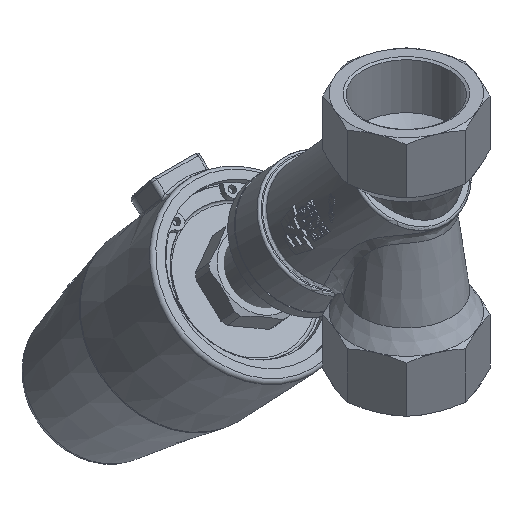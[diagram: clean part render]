
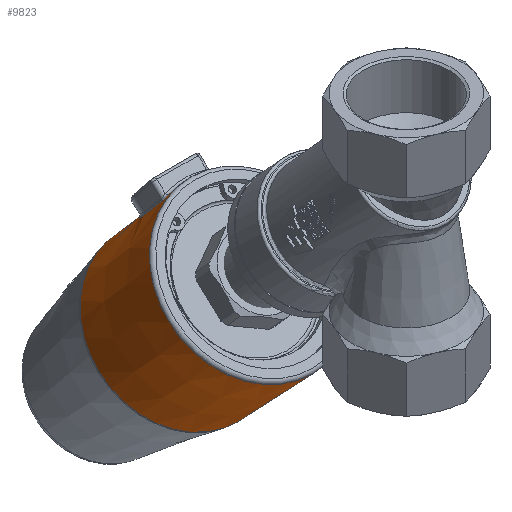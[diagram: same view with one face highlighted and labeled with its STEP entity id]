
A CAD part, isometric view. The second image highlights one B-rep face of the part: STEP entity #9823.
In plain terms, the highlighted conical face has half-angle 1.5 degrees and reference radius 36.808 mm.
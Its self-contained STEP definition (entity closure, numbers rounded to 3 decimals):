
#219=CONICAL_SURFACE('',#10887,36.808,0.026);
#272=FACE_BOUND('',#3490,.T.);
#659=B_SPLINE_CURVE_WITH_KNOTS('',3,(#23352,#23353,#23354,#23355),
 .UNSPECIFIED.,.F.,.F.,(4,4),(1.013,1.021),
 .UNSPECIFIED.);
#660=B_SPLINE_CURVE_WITH_KNOTS('',3,(#23387,#23388,#23389,#23390,#23391,
#23392),.UNSPECIFIED.,.F.,.F.,(4,1,1,4),(-0.409,-0.292,
-0.175,0.),.UNSPECIFIED.);
#662=B_SPLINE_CURVE_WITH_KNOTS('',3,(#23453,#23454,#23455,#23456,#23457,
#23458,#23459,#23460,#23461,#23462),.UNSPECIFIED.,.F.,.F.,(4,1,1,1,1,1,
1,4),(-3.528,-3.024,-2.52,-2.016,
-1.512,-1.008,-0.504,0.),
 .UNSPECIFIED.);
#663=B_SPLINE_CURVE_WITH_KNOTS('',3,(#23491,#23492,#23493,#23494),
 .UNSPECIFIED.,.F.,.F.,(4,4),(-1.021,-1.013),
 .UNSPECIFIED.);
#664=B_SPLINE_CURVE_WITH_KNOTS('',3,(#23520,#23521,#23522,#23523,#23524),
 .UNSPECIFIED.,.F.,.F.,(4,1,4),(-0.409,-0.175,0.),
 .UNSPECIFIED.);
#959=CIRCLE('',#10885,37.396);
#961=CIRCLE('',#10888,37.46);
#962=CIRCLE('',#10889,37.46);
#963=CIRCLE('',#10890,36.156);
#964=CIRCLE('',#10891,36.156);
#965=CIRCLE('',#10892,36.156);
#966=CIRCLE('',#10893,37.46);
#1564=LINE('',#23537,#2084);
#2084=VECTOR('',#13200,36.808);
#2885=FACE_OUTER_BOUND('',#3489,.T.);
#3489=EDGE_LOOP('',(#8700,#8701,#8702,#8703,#8704,#8705,#8706,#8707));
#3490=EDGE_LOOP('',(#8708,#8709,#8710,#8711,#8712,#8713));
#4594=VERTEX_POINT('',#23348);
#4595=VERTEX_POINT('',#23350);
#4596=VERTEX_POINT('',#23386);
#4598=VERTEX_POINT('',#23451);
#4599=VERTEX_POINT('',#23464);
#4601=VERTEX_POINT('',#23489);
#4602=VERTEX_POINT('',#23531);
#4603=VERTEX_POINT('',#23532);
#4604=VERTEX_POINT('',#23534);
#4605=VERTEX_POINT('',#23536);
#4606=VERTEX_POINT('',#23538);
#4607=VERTEX_POINT('',#23540);
#5999=EDGE_CURVE('',#4595,#4594,#659,.T.);
#6000=EDGE_CURVE('',#4594,#4596,#660,.T.);
#6004=EDGE_CURVE('',#4598,#4595,#662,.T.);
#6007=EDGE_CURVE('',#4596,#4599,#959,.T.);
#6009=EDGE_CURVE('',#4601,#4598,#663,.T.);
#6010=EDGE_CURVE('',#4599,#4601,#664,.T.);
#6012=EDGE_CURVE('',#4602,#4603,#961,.T.);
#6013=EDGE_CURVE('',#4604,#4602,#962,.T.);
#6014=EDGE_CURVE('',#4604,#4605,#1564,.T.);
#6015=EDGE_CURVE('',#4605,#4606,#963,.T.);
#6016=EDGE_CURVE('',#4606,#4607,#964,.T.);
#6017=EDGE_CURVE('',#4607,#4605,#965,.T.);
#6018=EDGE_CURVE('',#4603,#4604,#966,.T.);
#8700=ORIENTED_EDGE('',*,*,#6012,.F.);
#8701=ORIENTED_EDGE('',*,*,#6013,.F.);
#8702=ORIENTED_EDGE('',*,*,#6014,.T.);
#8703=ORIENTED_EDGE('',*,*,#6015,.T.);
#8704=ORIENTED_EDGE('',*,*,#6016,.T.);
#8705=ORIENTED_EDGE('',*,*,#6017,.T.);
#8706=ORIENTED_EDGE('',*,*,#6014,.F.);
#8707=ORIENTED_EDGE('',*,*,#6018,.F.);
#8708=ORIENTED_EDGE('',*,*,#5999,.F.);
#8709=ORIENTED_EDGE('',*,*,#6004,.F.);
#8710=ORIENTED_EDGE('',*,*,#6009,.F.);
#8711=ORIENTED_EDGE('',*,*,#6010,.F.);
#8712=ORIENTED_EDGE('',*,*,#6007,.F.);
#8713=ORIENTED_EDGE('',*,*,#6000,.F.);
#9823=ADVANCED_FACE('',(#2885,#272),#219,.T.);
#10885=AXIS2_PLACEMENT_3D('',#23468,#13190,#13191);
#10887=AXIS2_PLACEMENT_3D('',#23530,#13194,#13195);
#10888=AXIS2_PLACEMENT_3D('',#23533,#13196,#13197);
#10889=AXIS2_PLACEMENT_3D('',#23535,#13198,#13199);
#10890=AXIS2_PLACEMENT_3D('',#23539,#13201,#13202);
#10891=AXIS2_PLACEMENT_3D('',#23541,#13203,#13204);
#10892=AXIS2_PLACEMENT_3D('',#23542,#13205,#13206);
#10893=AXIS2_PLACEMENT_3D('',#23543,#13207,#13208);
#13190=DIRECTION('center_axis',(0.,1.,0.));
#13191=DIRECTION('ref_axis',(1.,0.,0.));
#13194=DIRECTION('center_axis',(0.,-1.,0.));
#13195=DIRECTION('ref_axis',(1.,0.,0.));
#13196=DIRECTION('center_axis',(0.,-1.,0.));
#13197=DIRECTION('ref_axis',(1.,0.,0.));
#13198=DIRECTION('center_axis',(0.,-1.,0.));
#13199=DIRECTION('ref_axis',(1.,0.,0.));
#13200=DIRECTION('',(0.026,1.,0.));
#13201=DIRECTION('center_axis',(0.,-1.,0.));
#13202=DIRECTION('ref_axis',(1.,0.,0.));
#13203=DIRECTION('center_axis',(0.,-1.,0.));
#13204=DIRECTION('ref_axis',(1.,0.,0.));
#13205=DIRECTION('center_axis',(0.,-1.,0.));
#13206=DIRECTION('ref_axis',(1.,0.,0.));
#13207=DIRECTION('center_axis',(0.,-1.,0.));
#13208=DIRECTION('ref_axis',(1.,0.,0.));
#23348=CARTESIAN_POINT('',(35.47,6.565,11.631));
#23350=CARTESIAN_POINT('',(35.273,18.894,11.19));
#23352=CARTESIAN_POINT('Ctrl Pts',(35.273,18.894,11.19));
#23353=CARTESIAN_POINT('Ctrl Pts',(35.339,14.795,11.337));
#23354=CARTESIAN_POINT('Ctrl Pts',(35.405,10.685,11.484));
#23355=CARTESIAN_POINT('Ctrl Pts',(35.47,6.565,11.631));
#23386=CARTESIAN_POINT('',(36.247,3.974,9.198));
#23387=CARTESIAN_POINT('Ctrl Pts',(35.47,6.565,11.631));
#23388=CARTESIAN_POINT('Ctrl Pts',(35.476,6.176,11.645));
#23389=CARTESIAN_POINT('Ctrl Pts',(35.55,5.387,11.489));
#23390=CARTESIAN_POINT('Ctrl Pts',(35.841,4.306,10.661));
#23391=CARTESIAN_POINT('Ctrl Pts',(36.107,3.974,9.75));
#23392=CARTESIAN_POINT('Ctrl Pts',(36.247,3.974,9.198));
#23451=CARTESIAN_POINT('',(35.273,18.894,-11.19));
#23453=CARTESIAN_POINT('Ctrl Pts',(35.273,18.894,-11.19));
#23454=CARTESIAN_POINT('Ctrl Pts',(35.246,20.572,-11.13));
#23455=CARTESIAN_POINT('Ctrl Pts',(35.435,23.905,-10.281));
#23456=CARTESIAN_POINT('Ctrl Pts',(36.16,27.866,-7.07));
#23457=CARTESIAN_POINT('Ctrl Pts',(36.736,30.06,-2.538));
#23458=CARTESIAN_POINT('Ctrl Pts',(36.74,30.067,2.522));
#23459=CARTESIAN_POINT('Ctrl Pts',(36.16,27.869,7.064));
#23460=CARTESIAN_POINT('Ctrl Pts',(35.438,23.917,10.274));
#23461=CARTESIAN_POINT('Ctrl Pts',(35.246,20.572,11.13));
#23462=CARTESIAN_POINT('Ctrl Pts',(35.273,18.894,11.19));
#23464=CARTESIAN_POINT('',(36.247,3.974,-9.198));
#23468=CARTESIAN_POINT('Origin',(0.,3.974,0.));
#23489=CARTESIAN_POINT('',(35.47,6.565,-11.631));
#23491=CARTESIAN_POINT('Ctrl Pts',(35.47,6.565,-11.631));
#23492=CARTESIAN_POINT('Ctrl Pts',(35.405,10.685,-11.484));
#23493=CARTESIAN_POINT('Ctrl Pts',(35.339,14.795,-11.337));
#23494=CARTESIAN_POINT('Ctrl Pts',(35.273,18.894,-11.19));
#23520=CARTESIAN_POINT('Ctrl Pts',(36.247,3.974,-9.198));
#23521=CARTESIAN_POINT('Ctrl Pts',(36.06,3.974,-9.933));
#23522=CARTESIAN_POINT('Ctrl Pts',(35.67,4.601,-11.203));
#23523=CARTESIAN_POINT('Ctrl Pts',(35.479,5.982,-11.652));
#23524=CARTESIAN_POINT('Ctrl Pts',(35.47,6.565,-11.631));
#23530=CARTESIAN_POINT('Origin',(0.,26.441,0.));
#23531=CARTESIAN_POINT('',(37.46,1.539,0.));
#23532=CARTESIAN_POINT('',(0.,1.539,37.46));
#23533=CARTESIAN_POINT('Origin',(0.,1.539,0.));
#23534=CARTESIAN_POINT('',(-37.46,1.539,0.));
#23535=CARTESIAN_POINT('Origin',(0.,1.539,0.));
#23536=CARTESIAN_POINT('',(-36.156,51.342,0.));
#23537=CARTESIAN_POINT('',(-36.808,26.441,0.));
#23538=CARTESIAN_POINT('',(36.156,51.342,0.));
#23539=CARTESIAN_POINT('Origin',(0.,51.342,0.));
#23540=CARTESIAN_POINT('',(0.,51.342,36.156));
#23541=CARTESIAN_POINT('Origin',(0.,51.342,0.));
#23542=CARTESIAN_POINT('Origin',(0.,51.342,0.));
#23543=CARTESIAN_POINT('Origin',(0.,1.539,0.));
